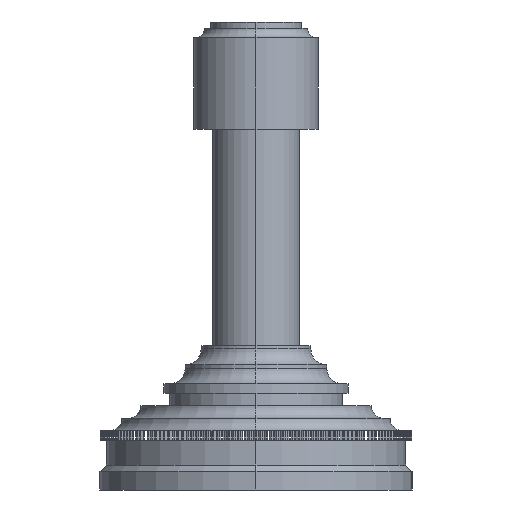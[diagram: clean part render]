
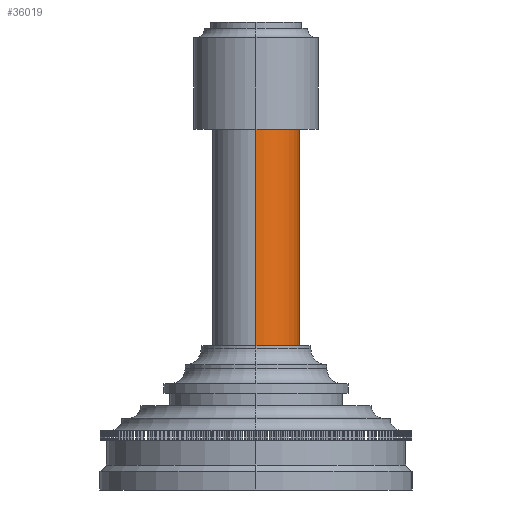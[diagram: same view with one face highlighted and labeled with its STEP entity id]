
A CAD part, left-side view. The second image highlights one B-rep face of the part: STEP entity #36019.
In plain terms, the highlighted cylindrical face has radius 8.89 mm (diameter 17.78 mm), a partial arc.
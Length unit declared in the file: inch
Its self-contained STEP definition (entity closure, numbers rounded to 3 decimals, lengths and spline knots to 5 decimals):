
#35124=CARTESIAN_POINT('',(-8.8375,0.,1.677));
#35125=CARTESIAN_POINT('',(-8.8375,-0.00661,1.677));
#35126=CARTESIAN_POINT('',(-8.83787,-0.01938,
1.67866));
#35127=CARTESIAN_POINT('',(-8.83939,-0.03765,
1.68586));
#35128=CARTESIAN_POINT('',(-8.84152,-0.05358,
1.69701));
#35129=CARTESIAN_POINT('',(-8.84385,-0.06671,
1.71118));
#35130=CARTESIAN_POINT('',(-8.846,-0.07683,
1.72778));
#35131=CARTESIAN_POINT('',(-8.84763,-0.08364,
1.74584));
#35132=CARTESIAN_POINT('',(-8.84852,-0.08713,1.76504));
#35133=CARTESIAN_POINT('',(-8.84853,-0.08718,
1.78435));
#35134=CARTESIAN_POINT('',(-8.84767,-0.08381,
1.80353));
#35135=CARTESIAN_POINT('',(-8.84607,-0.07713,
1.8216));
#35136=CARTESIAN_POINT('',(-8.84394,-0.06717,
1.8382));
#35137=CARTESIAN_POINT('',(-8.84162,-0.05419,
1.85245));
#35138=CARTESIAN_POINT('',(-8.83947,-0.03837,
1.86376));
#35139=CARTESIAN_POINT('',(-8.83789,-0.01997,
1.87122));
#35140=CARTESIAN_POINT('',(-8.8375,-0.00684,1.873));
#35141=CARTESIAN_POINT('',(-8.8375,0.,1.873));
#35143=CARTESIAN_POINT('',(-9.1875,0.,1.156));
#35144=DIRECTION('',(0.,0.,-1.));
#35145=DIRECTION('',(1.,0.,0.));
#35146=AXIS2_PLACEMENT_3D('',#35143,#35144,#35145);
#35148=CARTESIAN_POINT('',(-9.1875,0.,2.89));
#35149=DIRECTION('',(0.,0.,1.));
#35150=DIRECTION('',(-1.,0.,0.));
#35151=AXIS2_PLACEMENT_3D('',#35148,#35149,#35150);
#35172=DIRECTION('',(0.,0.,-1.));
#35173=VECTOR('',#35172,1.017);
#35174=CARTESIAN_POINT('',(-8.8375,0.,2.89));
#35175=LINE('',#35174,#35173);
#35181=DIRECTION('',(0.,0.,-1.));
#35182=VECTOR('',#35181,1.734);
#35183=CARTESIAN_POINT('',(-9.5375,0.,2.89));
#35184=LINE('',#35183,#35182);
#35190=DIRECTION('',(0.,0.,-1.));
#35191=VECTOR('',#35190,0.521);
#35192=CARTESIAN_POINT('',(-8.8375,0.,1.677));
#35193=LINE('',#35192,#35191);
#35758=CARTESIAN_POINT('',(-9.5375,0.,1.156));
#35759=CARTESIAN_POINT('',(-8.8375,0.,1.156));
#35760=VERTEX_POINT('',#35758);
#35761=VERTEX_POINT('',#35759);
#35762=CARTESIAN_POINT('',(-9.5375,0.,2.89));
#35763=CARTESIAN_POINT('',(-8.8375,0.,2.89));
#35764=VERTEX_POINT('',#35762);
#35765=VERTEX_POINT('',#35763);
#35786=VERTEX_POINT('',#35124);
#35787=VERTEX_POINT('',#35141);
#36000=CARTESIAN_POINT('',(-9.1875,0.,0.748));
#36001=DIRECTION('',(0.,0.,1.));
#36002=DIRECTION('',(1.,0.,0.));
#36003=AXIS2_PLACEMENT_3D('',#36000,#36001,#36002);
#36004=CYLINDRICAL_SURFACE('',#36003,0.35);
#36006=ORIENTED_EDGE('',*,*,#36005,.F.);
#36008=ORIENTED_EDGE('',*,*,#36007,.T.);
#36010=ORIENTED_EDGE('',*,*,#36009,.T.);
#36012=ORIENTED_EDGE('',*,*,#36011,.F.);
#36014=ORIENTED_EDGE('',*,*,#36013,.T.);
#36016=ORIENTED_EDGE('',*,*,#36015,.T.);
#36017=EDGE_LOOP('',(#36006,#36008,#36010,#36012,#36014,#36016));
#36018=FACE_OUTER_BOUND('',#36017,.F.);
#36019=ADVANCED_FACE('',(#36018),#36004,.T.);
#35142=B_SPLINE_CURVE_WITH_KNOTS('',3,(#35124,#35125,#35126,#35127,#35128,
#35129,#35130,#35131,#35132,#35133,#35134,#35135,#35136,#35137,#35138,#35139,
#35140,#35141),.UNSPECIFIED.,.F.,.F.,(4,1,1,1,1,1,1,1,1,1,1,1,1,1,1,4),(0.,
0.06667,0.13333,0.2,0.26667,0.33333,
0.4,0.46667,0.53333,0.6,0.66667,
0.73333,0.8,0.86667,0.93333,1.),
.UNSPECIFIED.);
#35147=CIRCLE('',#35146,0.35);
#35152=CIRCLE('',#35151,0.35);
#36005=EDGE_CURVE('',#35786,#35787,#35142,.T.);
#36007=EDGE_CURVE('',#35786,#35761,#35193,.T.);
#36009=EDGE_CURVE('',#35761,#35760,#35147,.T.);
#36011=EDGE_CURVE('',#35764,#35760,#35184,.T.);
#36013=EDGE_CURVE('',#35764,#35765,#35152,.T.);
#36015=EDGE_CURVE('',#35765,#35787,#35175,.T.);
